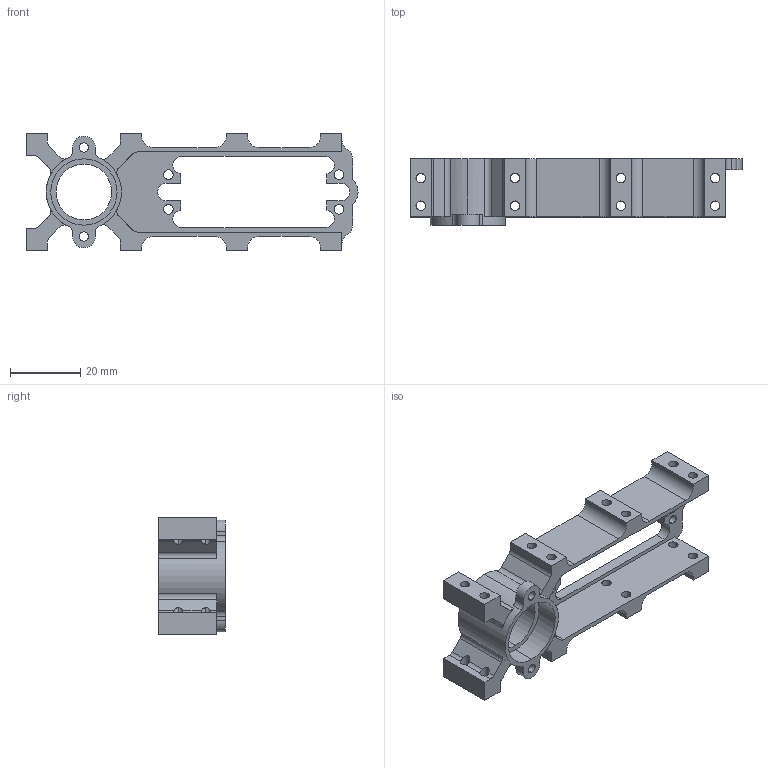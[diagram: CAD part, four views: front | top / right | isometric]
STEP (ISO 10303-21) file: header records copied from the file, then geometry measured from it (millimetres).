
FILE_DESCRIPTION (( 'STEP AP203' ), '1' );
FILE_NAME ('575120.STEP', '2014-07-14T18:43:06', ( 'Kyle' ), ( 'Microsoft' ), 'SwSTEP 2.0', 'SolidWorks 2014', '' );
FILE_SCHEMA (( 'CONFIG_CONTROL_DESIGN' ));
Length unit declared in the file: inch
Products named in the file (1): 575120
Bounding box: 94.78 x 19.05 x 33.53 mm (x, y, z)
Volume: 12003.9 mm3; surface area: 11713.6 mm2
Topology: 1 solids, 1 shells, 171 faces, 525 edges, 350 vertices
Faces by surface type: cylinder 100, plane 71
Entity records: 6214 total; most frequent: CARTESIAN_POINT 1231, ORIENTED_EDGE 1050, DIRECTION 1033, EDGE_CURVE 525, AXIS2_PLACEMENT_3D 368, VERTEX_POINT 350, LINE 297, VECTOR 297
